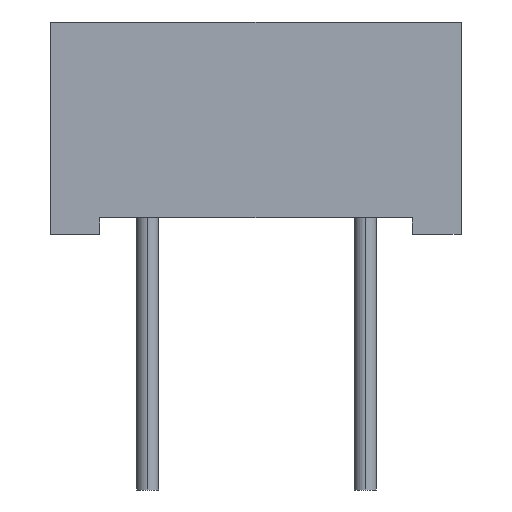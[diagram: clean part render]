
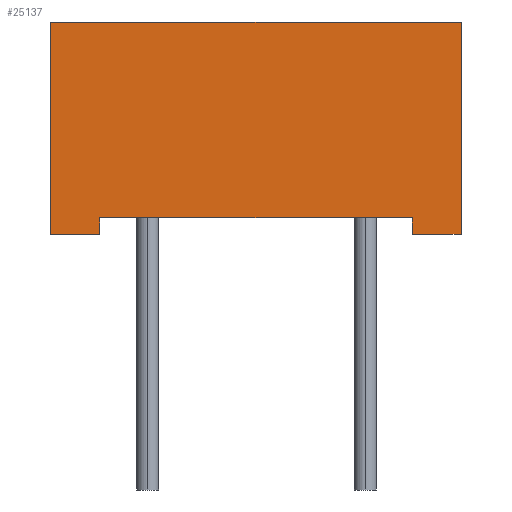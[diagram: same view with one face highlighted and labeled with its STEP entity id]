
A CAD part, front view. The second image highlights one B-rep face of the part: STEP entity #25137.
In plain terms, the highlighted planar face has unit normal (0, -1, 0).
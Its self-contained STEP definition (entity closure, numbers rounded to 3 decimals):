
#8014 = VERTEX_POINT('',#8015);
#8015 = CARTESIAN_POINT('',(7.319,-2.248,5.));
#8021 = EDGE_CURVE('',#8014,#8022,#8024,.T.);
#8022 = VERTEX_POINT('',#8023);
#8023 = CARTESIAN_POINT('',(-2.257,-2.248,5.));
#8024 = LINE('',#8025,#8026);
#8025 = CARTESIAN_POINT('',(7.319,-2.248,5.));
#8026 = VECTOR('',#8027,1.);
#8027 = DIRECTION('',(-1.,-0.,0.));
#23971 = VERTEX_POINT('',#23972);
#23972 = CARTESIAN_POINT('',(-1.114,-2.248,0.428));
#23980 = EDGE_CURVE('',#23981,#23971,#23983,.T.);
#23981 = VERTEX_POINT('',#23982);
#23982 = CARTESIAN_POINT('',(6.176,-2.248,0.428));
#23983 = LINE('',#23984,#23985);
#23984 = CARTESIAN_POINT('',(6.176,-2.248,0.428));
#23985 = VECTOR('',#23986,1.);
#23986 = DIRECTION('',(-1.,-0.,0.));
#24920 = VERTEX_POINT('',#24921);
#24921 = CARTESIAN_POINT('',(7.319,-2.248,0.047));
#24927 = EDGE_CURVE('',#8014,#24920,#24928,.T.);
#24928 = LINE('',#24929,#24930);
#24929 = CARTESIAN_POINT('',(7.319,-2.248,5.));
#24930 = VECTOR('',#24931,1.);
#24931 = DIRECTION('',(0.,0.,-1.));
#24975 = VERTEX_POINT('',#24976);
#24976 = CARTESIAN_POINT('',(6.176,-2.248,0.047));
#24982 = EDGE_CURVE('',#24920,#24975,#24983,.T.);
#24983 = LINE('',#24984,#24985);
#24984 = CARTESIAN_POINT('',(7.319,-2.248,0.047));
#24985 = VECTOR('',#24986,1.);
#24986 = DIRECTION('',(-1.,-0.,0.));
#25095 = VERTEX_POINT('',#25096);
#25096 = CARTESIAN_POINT('',(-2.257,-2.248,0.047));
#25102 = EDGE_CURVE('',#25103,#25095,#25105,.T.);
#25103 = VERTEX_POINT('',#25104);
#25104 = CARTESIAN_POINT('',(-1.114,-2.248,0.047));
#25105 = LINE('',#25106,#25107);
#25106 = CARTESIAN_POINT('',(-1.114,-2.248,0.047));
#25107 = VECTOR('',#25108,1.);
#25108 = DIRECTION('',(-1.,-0.,0.));
#25127 = EDGE_CURVE('',#24975,#23981,#25128,.T.);
#25128 = LINE('',#25129,#25130);
#25129 = CARTESIAN_POINT('',(6.176,-2.248,0.047));
#25130 = VECTOR('',#25131,1.);
#25131 = DIRECTION('',(0.,0.,1.));
#25137 = ADVANCED_FACE('',(#25138),#25158,.T.);
#25138 = FACE_BOUND('',#25139,.F.);
#25139 = EDGE_LOOP('',(#25140,#25141,#25147,#25148,#25154,#25155,#25156,
    #25157));
#25140 = ORIENTED_EDGE('',*,*,#23980,.T.);
#25141 = ORIENTED_EDGE('',*,*,#25142,.F.);
#25142 = EDGE_CURVE('',#25103,#23971,#25143,.T.);
#25143 = LINE('',#25144,#25145);
#25144 = CARTESIAN_POINT('',(-1.114,-2.248,0.047));
#25145 = VECTOR('',#25146,1.);
#25146 = DIRECTION('',(0.,0.,1.));
#25147 = ORIENTED_EDGE('',*,*,#25102,.T.);
#25148 = ORIENTED_EDGE('',*,*,#25149,.F.);
#25149 = EDGE_CURVE('',#8022,#25095,#25150,.T.);
#25150 = LINE('',#25151,#25152);
#25151 = CARTESIAN_POINT('',(-2.257,-2.248,5.));
#25152 = VECTOR('',#25153,1.);
#25153 = DIRECTION('',(0.,0.,-1.));
#25154 = ORIENTED_EDGE('',*,*,#8021,.F.);
#25155 = ORIENTED_EDGE('',*,*,#24927,.T.);
#25156 = ORIENTED_EDGE('',*,*,#24982,.T.);
#25157 = ORIENTED_EDGE('',*,*,#25127,.T.);
#25158 = PLANE('',#25159);
#25159 = AXIS2_PLACEMENT_3D('',#25160,#25161,#25162);
#25160 = CARTESIAN_POINT('',(7.319,-2.248,5.));
#25161 = DIRECTION('',(0.,-1.,0.));
#25162 = DIRECTION('',(-1.,-0.,0.));
